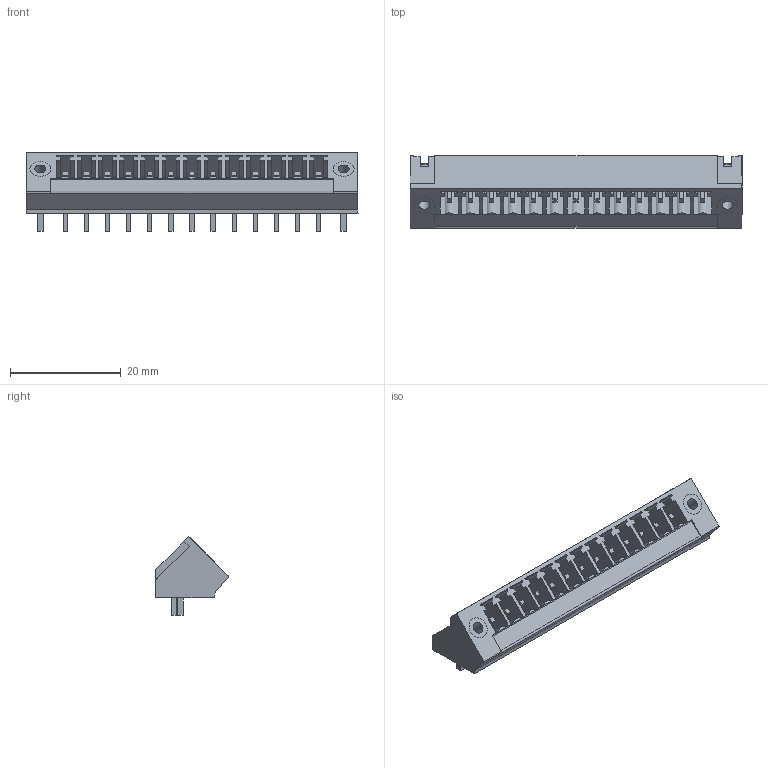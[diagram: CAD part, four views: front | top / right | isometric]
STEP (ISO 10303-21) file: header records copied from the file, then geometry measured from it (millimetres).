
FILE_DESCRIPTION(('CATIA V5 STEP Exchange','CAx-IF Rec.Pracs.--- Model Styling and Organization---1.2---2011-12-15'),'2;1');
FILE_NAME ('D1461007_0', '2018-04-20T10:26:31+00:00', ('none'), ('Weidmueller'), 'CATIA Version 5-6 Release 2014', 'CATIA V5 STEP AP214', 'none');
FILE_SCHEMA(('AUTOMOTIVE_DESIGN { 1 0 10303 214 1 1 1 1 }'));
Length unit declared in the file: millimetre
Products named in the file (1): 1978190000
Bounding box: 59.92 x 13.1 x 14.2 mm (x, y, z)
Volume: 2840.5 mm3; surface area: 6939.5 mm2
Topology: 18 solids, 18 shells, 655 faces, 1840 edges, 1234 vertices
Faces by surface type: plane 590, cylinder 65
Entity records: 20298 total; most frequent: ORIENTED_EDGE 3680, CARTESIAN_POINT 3593, DIRECTION 2723, EDGE_CURVE 1840, VECTOR 1710, LINE 1710, VERTEX_POINT 1234, EDGE_LOOP 706
